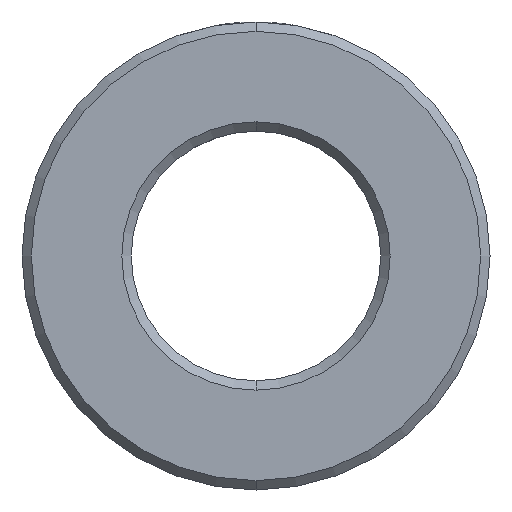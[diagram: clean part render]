
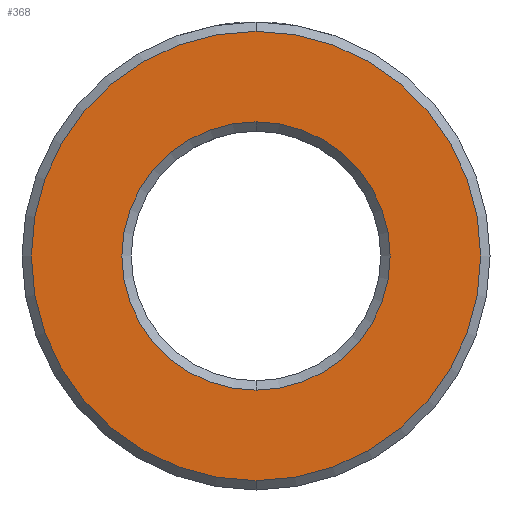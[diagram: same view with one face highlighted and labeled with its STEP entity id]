
A CAD part, front view. The second image highlights one B-rep face of the part: STEP entity #368.
In plain terms, the highlighted planar face has unit normal (0, -1, 0).
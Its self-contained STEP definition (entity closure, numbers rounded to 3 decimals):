
#5 = CARTESIAN_POINT ( 'NONE',  ( 0., 0., 7.2 ) ) ;
#38 = DIRECTION ( 'NONE',  ( 0., 0., 1. ) ) ;
#81 = AXIS2_PLACEMENT_3D ( 'NONE', #523, #166, #576 ) ;
#85 = AXIS2_PLACEMENT_3D ( 'NONE', #735, #405, #38 ) ;
#95 = AXIS2_PLACEMENT_3D ( 'NONE', #520, #345, #739 ) ;
#132 = AXIS2_PLACEMENT_3D ( 'NONE', #205, #618, #260 ) ;
#166 = DIRECTION ( 'NONE',  ( 0., -1., 0. ) ) ;
#171 = AXIS2_PLACEMENT_3D ( 'NONE', #632, #274, #680 ) ;
#192 = CIRCLE ( 'NONE', #171, 7.2 ) ;
#205 = CARTESIAN_POINT ( 'NONE',  ( 0., 0., 0. ) ) ;
#245 = EDGE_CURVE ( 'NONE', #630, #320, #192, .T. ) ;
#247 = CIRCLE ( 'NONE', #132, 4.3 ) ;
#260 = DIRECTION ( 'NONE',  ( 0., 0., 1. ) ) ;
#274 = DIRECTION ( 'NONE',  ( 0., -1., 0. ) ) ;
#289 = CARTESIAN_POINT ( 'NONE',  ( 0., 0., -4.3 ) ) ;
#298 = EDGE_CURVE ( 'NONE', #672, #725, #247, .T. ) ;
#304 = CIRCLE ( 'NONE', #85, 4.3 ) ;
#317 = EDGE_LOOP ( 'NONE', ( #326, #375 ) ) ;
#320 = VERTEX_POINT ( 'NONE', #5 ) ;
#326 = ORIENTED_EDGE ( 'NONE', *, *, #298, .T. ) ;
#338 = FACE_OUTER_BOUND ( 'NONE', #347, .T. ) ;
#345 = DIRECTION ( 'NONE',  ( 0., 1., 0. ) ) ;
#347 = EDGE_LOOP ( 'NONE', ( #708, #522 ) ) ;
#368 = ADVANCED_FACE ( 'NONE', ( #501, #338 ), #678, .F. ) ;
#375 = ORIENTED_EDGE ( 'NONE', *, *, #389, .T. ) ;
#389 = EDGE_CURVE ( 'NONE', #725, #672, #304, .T. ) ;
#392 = EDGE_CURVE ( 'NONE', #320, #630, #736, .T. ) ;
#405 = DIRECTION ( 'NONE',  ( 0., 1., 0. ) ) ;
#501 = FACE_BOUND ( 'NONE', #317, .T. ) ;
#520 = CARTESIAN_POINT ( 'NONE',  ( 0., 0., 0. ) ) ;
#522 = ORIENTED_EDGE ( 'NONE', *, *, #245, .T. ) ;
#523 = CARTESIAN_POINT ( 'NONE',  ( 0., 0., 0. ) ) ;
#576 = DIRECTION ( 'NONE',  ( 0., 0., 1. ) ) ;
#618 = DIRECTION ( 'NONE',  ( 0., 1., 0. ) ) ;
#630 = VERTEX_POINT ( 'NONE', #636 ) ;
#632 = CARTESIAN_POINT ( 'NONE',  ( 0., 0., 0. ) ) ;
#636 = CARTESIAN_POINT ( 'NONE',  ( 0., 0., -7.2 ) ) ;
#672 = VERTEX_POINT ( 'NONE', #289 ) ;
#678 = PLANE ( 'NONE',  #95 ) ;
#680 = DIRECTION ( 'NONE',  ( 0., 0., 1. ) ) ;
#708 = ORIENTED_EDGE ( 'NONE', *, *, #392, .T. ) ;
#725 = VERTEX_POINT ( 'NONE', #757 ) ;
#735 = CARTESIAN_POINT ( 'NONE',  ( 0., 0., 0. ) ) ;
#736 = CIRCLE ( 'NONE', #81, 7.2 ) ;
#739 = DIRECTION ( 'NONE',  ( 0., 0., 1. ) ) ;
#757 = CARTESIAN_POINT ( 'NONE',  ( 0., 0., 4.3 ) ) ;
